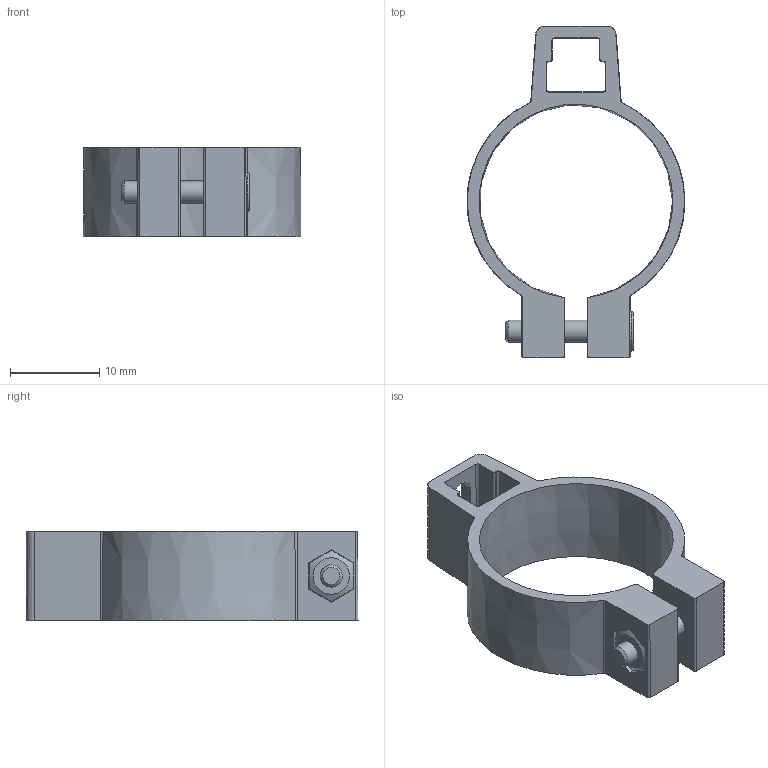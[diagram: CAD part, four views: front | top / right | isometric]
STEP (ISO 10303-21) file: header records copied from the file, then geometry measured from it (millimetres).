
FILE_DESCRIPTION(/* description */ ('Alibre Inc.'),/* implementation_level */ '2;1');
FILE_NAME(/* name */ 'export-6BBE3609-11E5-4C19-9553-6D3969DC8BE9',/* time_stamp */ '2021-10-11T15:27:39+02:00',/* author */ (''),/* organization */ (''),/* preprocessor_version */ 'ST-DEVELOPER v17',/* originating_system */ 'Alibre',/* authorisation */ '');
FILE_SCHEMA (('AUTOMOTIVE_DESIGN'));
Length unit declared in the file: millimetre
Products named in the file (4): _W0950000620-20; HI_Cylinder head screw DIN 912 M2.5x12 51050.025.012(High); HI_Hexagon nut DIN 934 M2.5 01100.025.001(High)
Bounding box: 24.49 x 37.3 x 10 mm (x, y, z)
Volume: 1871.3 mm3; surface area: 2752.1 mm2
Topology: 3 solids, 3 shells, 102 faces, 275 edges, 182 vertices
Faces by surface type: plane 58, cone 31, cylinder 10, torus 3
Full cylindrical faces by diameter (mm): 2.013 x1, 2.5 x1, 2.7 x2, 4.5 x1
Entity records: 3406 total; most frequent: CARTESIAN_POINT 675, ORIENTED_EDGE 546, DIRECTION 477, EDGE_CURVE 273, AXIS2_PLACEMENT_3D 190, VERTEX_POINT 183, VECTOR 158, LINE 158
